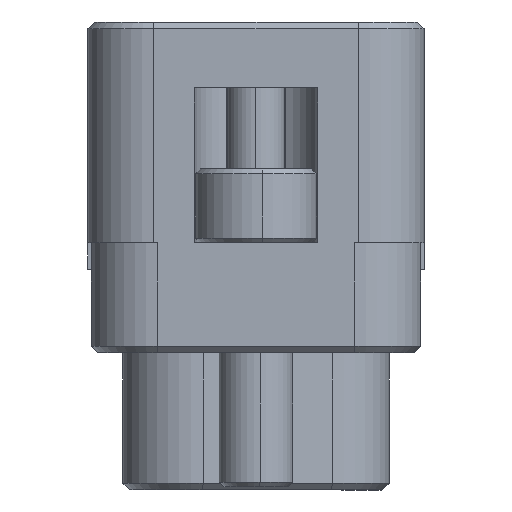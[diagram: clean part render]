
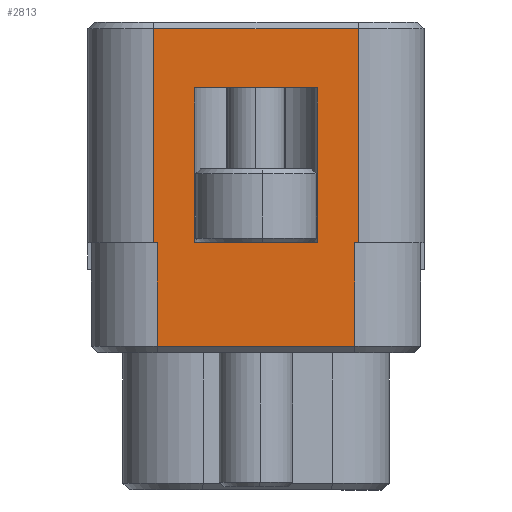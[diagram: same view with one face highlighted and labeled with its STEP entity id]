
A CAD part, left-side view. The second image highlights one B-rep face of the part: STEP entity #2813.
In plain terms, the highlighted planar face has unit normal (-1, 0, 0).
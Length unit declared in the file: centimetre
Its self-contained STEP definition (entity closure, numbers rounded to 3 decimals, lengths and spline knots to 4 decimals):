
#1554 = EDGE_LOOP ( 'NONE', ( #16087, #16096, #16092, #16093 ) ) ;
#2813 = ADVANCED_FACE ( 'NONE', ( #5691, #5687 ), #4641, .T. ) ;
#3639 = EDGE_CURVE ( 'NONE', #20215, #20050, #18330, .T. ) ;
#3640 = EDGE_CURVE ( 'NONE', #20050, #20042, #18331, .T. ) ;
#3642 = EDGE_CURVE ( 'NONE', #20042, #20213, #18335, .T. ) ;
#3644 = EDGE_CURVE ( 'NONE', #20209, #20217, #18338, .T. ) ;
#3646 = EDGE_CURVE ( 'NONE', #20217, #20220, #18342, .T. ) ;
#3649 = EDGE_CURVE ( 'NONE', #20220, #20222, #18346, .T. ) ;
#3652 = EDGE_CURVE ( 'NONE', #20222, #20209, #18353, .T. ) ;
#3655 = EDGE_CURVE ( 'NONE', #20213, #20225, #18356, .T. ) ;
#3701 = EDGE_CURVE ( 'NONE', #20251, #20215, #18431, .T. ) ;
#4641 = PLANE ( 'NONE',  #6017 ) ;
#4643 = CARTESIAN_POINT ( 'NONE',  ( -3.3655, 0., 0.9525 ) ) ;
#4644 = DIRECTION ( 'NONE',  ( -1., 0., 0. ) ) ;
#4645 = DIRECTION ( 'NONE',  ( 0., 0., 1. ) ) ;
#5687 = FACE_OUTER_BOUND ( 'NONE', #21729, .T. ) ;
#5691 = FACE_BOUND ( 'NONE', #1554, .T. ) ;
#6017 = AXIS2_PLACEMENT_3D ( 'NONE', #4643, #4644, #4645 ) ;
#12280 = LINE ( 'NONE', #14974, #12287 ) ;
#12285 = LINE ( 'NONE', #14972, #12289 ) ;
#12287 = VECTOR ( 'NONE', #14968, 100. ) ;
#12288 = LINE ( 'NONE', #14980, #12291 ) ;
#12289 = VECTOR ( 'NONE', #14979, 100. ) ;
#12291 = VECTOR ( 'NONE', #14981, 100. ) ;
#13245 = CARTESIAN_POINT ( 'NONE',  ( -3.3655, -0.381, 0.5537 ) ) ;
#13253 = CARTESIAN_POINT ( 'NONE',  ( -3.3655, 0.381, 0.5537 ) ) ;
#13412 = CARTESIAN_POINT ( 'NONE',  ( -3.3655, -0.2375, 0.9525 ) ) ;
#13416 = CARTESIAN_POINT ( 'NONE',  ( -3.3655, -0.381, 0.9525 ) ) ;
#13418 = CARTESIAN_POINT ( 'NONE',  ( -3.3655, 0.381, 0.9525 ) ) ;
#13420 = CARTESIAN_POINT ( 'NONE',  ( -3.3655, 0.2375, 0.9525 ) ) ;
#13423 = CARTESIAN_POINT ( 'NONE',  ( -3.3655, 0.2375, 1.5494 ) ) ;
#13425 = CARTESIAN_POINT ( 'NONE',  ( -3.3655, -0.2375, 1.5494 ) ) ;
#13428 = CARTESIAN_POINT ( 'NONE',  ( -3.3655, -0.3937, 0.9525 ) ) ;
#13454 = CARTESIAN_POINT ( 'NONE',  ( -3.3655, 0.3937, 0.9525 ) ) ;
#13556 = CARTESIAN_POINT ( 'NONE',  ( -3.3655, -0.3937, 1.778 ) ) ;
#13578 = CARTESIAN_POINT ( 'NONE',  ( -3.3655, 0.3937, 1.778 ) ) ;
#14968 = DIRECTION ( 'NONE',  ( 0., -1., 0. ) ) ;
#14972 = CARTESIAN_POINT ( 'NONE',  ( -3.3655, 0.3937, 1.8034 ) ) ;
#14974 = CARTESIAN_POINT ( 'NONE',  ( -3.3655, 0., 1.778 ) ) ;
#14979 = DIRECTION ( 'NONE',  ( 0., 0., 1. ) ) ;
#14980 = CARTESIAN_POINT ( 'NONE',  ( -3.3655, -0.3937, 1.8034 ) ) ;
#14981 = DIRECTION ( 'NONE',  ( 0., 0., -1. ) ) ;
#16067 = ORIENTED_EDGE ( 'NONE', *, *, #3640, .T. ) ;
#16069 = ORIENTED_EDGE ( 'NONE', *, *, #21360, .F. ) ;
#16075 = ORIENTED_EDGE ( 'NONE', *, *, #3642, .T. ) ;
#16082 = ORIENTED_EDGE ( 'NONE', *, *, #3655, .T. ) ;
#16083 = ORIENTED_EDGE ( 'NONE', *, *, #21359, .F. ) ;
#16084 = ORIENTED_EDGE ( 'NONE', *, *, #21361, .F. ) ;
#16087 = ORIENTED_EDGE ( 'NONE', *, *, #3649, .T. ) ;
#16089 = ORIENTED_EDGE ( 'NONE', *, *, #3639, .T. ) ;
#16090 = ORIENTED_EDGE ( 'NONE', *, *, #3701, .T. ) ;
#16092 = ORIENTED_EDGE ( 'NONE', *, *, #3644, .T. ) ;
#16093 = ORIENTED_EDGE ( 'NONE', *, *, #3646, .T. ) ;
#16096 = ORIENTED_EDGE ( 'NONE', *, *, #3652, .T. ) ;
#18330 = LINE ( 'NONE', #19218, #18332 ) ;
#18331 = LINE ( 'NONE', #19228, #18334 ) ;
#18332 = VECTOR ( 'NONE', #19217, 100. ) ;
#18334 = VECTOR ( 'NONE', #19308, 100. ) ;
#18335 = LINE ( 'NONE', #19307, #18337 ) ;
#18337 = VECTOR ( 'NONE', #19314, 100. ) ;
#18338 = LINE ( 'NONE', #19317, #18341 ) ;
#18341 = VECTOR ( 'NONE', #19319, 100. ) ;
#18342 = LINE ( 'NONE', #19321, #18345 ) ;
#18345 = VECTOR ( 'NONE', #19322, 100. ) ;
#18346 = LINE ( 'NONE', #19318, #18351 ) ;
#18351 = VECTOR ( 'NONE', #19326, 100. ) ;
#18353 = LINE ( 'NONE', #19328, #18355 ) ;
#18355 = VECTOR ( 'NONE', #19327, 100. ) ;
#18356 = LINE ( 'NONE', #19338, #18360 ) ;
#18360 = VECTOR ( 'NONE', #19336, 100. ) ;
#18431 = LINE ( 'NONE', #19451, #18434 ) ;
#18434 = VECTOR ( 'NONE', #19452, 100. ) ;
#19217 = DIRECTION ( 'NONE',  ( 0., 0., -1. ) ) ;
#19218 = CARTESIAN_POINT ( 'NONE',  ( -3.3655, 0.381, 0.9525 ) ) ;
#19228 = CARTESIAN_POINT ( 'NONE',  ( -3.3655, 0., 0.5537 ) ) ;
#19307 = CARTESIAN_POINT ( 'NONE',  ( -3.3655, -0.381, 0.9525 ) ) ;
#19308 = DIRECTION ( 'NONE',  ( 0., -1., 0. ) ) ;
#19314 = DIRECTION ( 'NONE',  ( 0., 0., 1. ) ) ;
#19317 = CARTESIAN_POINT ( 'NONE',  ( -3.3655, 0., 0.9525 ) ) ;
#19318 = CARTESIAN_POINT ( 'NONE',  ( -3.3655, 0., 1.5494 ) ) ;
#19319 = DIRECTION ( 'NONE',  ( 0., 1., 0. ) ) ;
#19321 = CARTESIAN_POINT ( 'NONE',  ( -3.3655, 0.2375, 0.9525 ) ) ;
#19322 = DIRECTION ( 'NONE',  ( 0., 0., 1. ) ) ;
#19326 = DIRECTION ( 'NONE',  ( 0., -1., 0. ) ) ;
#19327 = DIRECTION ( 'NONE',  ( 0., 0., -1. ) ) ;
#19328 = CARTESIAN_POINT ( 'NONE',  ( -3.3655, -0.2375, 0.9525 ) ) ;
#19336 = DIRECTION ( 'NONE',  ( 0., -1., 0. ) ) ;
#19338 = CARTESIAN_POINT ( 'NONE',  ( -3.3655, 0., 0.9525 ) ) ;
#19451 = CARTESIAN_POINT ( 'NONE',  ( -3.3655, 0., 0.9525 ) ) ;
#19452 = DIRECTION ( 'NONE',  ( 0., -1., 0. ) ) ;
#20042 = VERTEX_POINT ( 'NONE', #13245 ) ;
#20050 = VERTEX_POINT ( 'NONE', #13253 ) ;
#20209 = VERTEX_POINT ( 'NONE', #13412 ) ;
#20213 = VERTEX_POINT ( 'NONE', #13416 ) ;
#20215 = VERTEX_POINT ( 'NONE', #13418 ) ;
#20217 = VERTEX_POINT ( 'NONE', #13420 ) ;
#20220 = VERTEX_POINT ( 'NONE', #13423 ) ;
#20222 = VERTEX_POINT ( 'NONE', #13425 ) ;
#20225 = VERTEX_POINT ( 'NONE', #13428 ) ;
#20251 = VERTEX_POINT ( 'NONE', #13454 ) ;
#20353 = VERTEX_POINT ( 'NONE', #13556 ) ;
#20375 = VERTEX_POINT ( 'NONE', #13578 ) ;
#21359 = EDGE_CURVE ( 'NONE', #20375, #20353, #12280, .T. ) ;
#21360 = EDGE_CURVE ( 'NONE', #20251, #20375, #12285, .T. ) ;
#21361 = EDGE_CURVE ( 'NONE', #20353, #20225, #12288, .T. ) ;
#21729 = EDGE_LOOP ( 'NONE', ( #16083, #16069, #16090, #16089, #16067, #16075, #16082, #16084 ) ) ;
